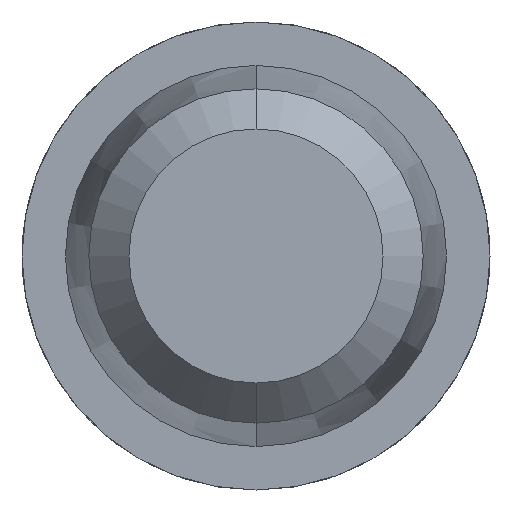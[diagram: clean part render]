
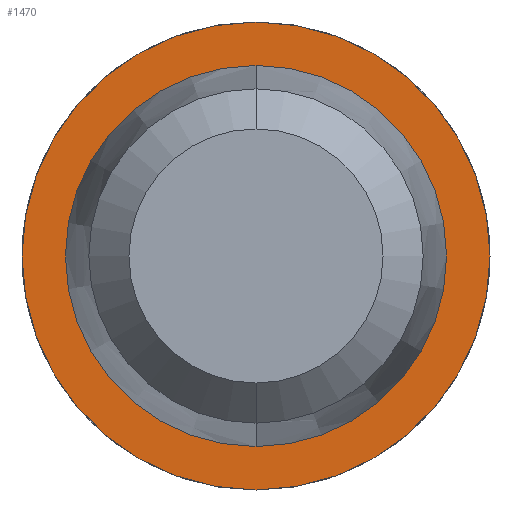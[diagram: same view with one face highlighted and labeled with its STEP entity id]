
A CAD part, front view. The second image highlights one B-rep face of the part: STEP entity #1470.
In plain terms, the highlighted planar face has unit normal (0, -1, 0).
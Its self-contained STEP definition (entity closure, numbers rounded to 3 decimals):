
#85 = DIRECTION ( 'NONE',  ( 0., 0., -1. ) ) ;
#226 = PLANE ( 'NONE',  #3511 ) ;
#242 = EDGE_CURVE ( 'Defeature ausgef�hrt1_14+Defeature ausgef�hrt1_15+Defeature ausgef�hrt1_15+Defeature ausgef�hrt1_15', #2314, #3615, #420, .T. ) ;
#280 = DIRECTION ( 'NONE',  ( 0., -1., 0. ) ) ;
#420 = CIRCLE ( 'NONE', #3378, 0.57 ) ;
#426 = DIRECTION ( 'NONE',  ( 0., 0., -1. ) ) ;
#452 = CARTESIAN_POINT ( 'NONE',  ( 0., 26., 0. ) ) ;
#466 = DIRECTION ( 'NONE',  ( 0., -1., 0. ) ) ;
#512 = CARTESIAN_POINT ( 'NONE',  ( 0., 26., 0.57 ) ) ;
#597 = EDGE_CURVE ( 'Defeature ausgef�hrt1_14+Defeature ausgef�hrt1_15+Defeature ausgef�hrt1_15+Defeature ausgef�hrt1_15', #3615, #2314, #3678, .T. ) ;
#717 = DIRECTION ( 'NONE',  ( 0., -1., 0. ) ) ;
#724 = ORIENTED_EDGE ( 'NONE', *, *, #2003, .T. ) ;
#762 = VERTEX_POINT ( 'NONE', #3470 ) ;
#1004 = AXIS2_PLACEMENT_3D ( 'NONE', #452, #466, #3674 ) ;
#1180 = EDGE_LOOP ( 'NONE', ( #1452, #2539 ) ) ;
#1452 = ORIENTED_EDGE ( 'NONE', *, *, #597, .F. ) ;
#1470 = ADVANCED_FACE ( 'Defeature ausgef�hrt1_15', ( #3706, #3471 ), #226, .T. ) ;
#1578 = CARTESIAN_POINT ( 'NONE',  ( 0., 26., 0. ) ) ;
#1869 = DIRECTION ( 'NONE',  ( 0., -1., 0. ) ) ;
#1916 = EDGE_CURVE ( 'Defeature ausgef�hrt1_15+Defeature ausgef�hrt1_16+Defeature ausgef�hrt1_16+Defeature ausgef�hrt1_16', #762, #2129, #3213, .T. ) ;
#2003 = EDGE_CURVE ( 'Defeature ausgef�hrt1_15+Defeature ausgef�hrt1_16+Defeature ausgef�hrt1_16+Defeature ausgef�hrt1_16', #2129, #762, #3516, .T. ) ;
#2086 = ORIENTED_EDGE ( 'NONE', *, *, #1916, .T. ) ;
#2129 = VERTEX_POINT ( 'NONE', #2415 ) ;
#2141 = AXIS2_PLACEMENT_3D ( 'NONE', #1578, #1869, #426 ) ;
#2314 = VERTEX_POINT ( 'NONE', #3121 ) ;
#2415 = CARTESIAN_POINT ( 'NONE',  ( 0., 26., 0.7 ) ) ;
#2539 = ORIENTED_EDGE ( 'NONE', *, *, #242, .F. ) ;
#2687 = EDGE_LOOP ( 'NONE', ( #2086, #724 ) ) ;
#2733 = CARTESIAN_POINT ( 'NONE',  ( 0., 26., 0. ) ) ;
#2882 = CARTESIAN_POINT ( 'NONE',  ( 0.57, 26., 0. ) ) ;
#3121 = CARTESIAN_POINT ( 'NONE',  ( 0., 26., -0.57 ) ) ;
#3154 = CARTESIAN_POINT ( 'NONE',  ( 0., 26., 0. ) ) ;
#3213 = CIRCLE ( 'NONE', #1004, 0.7 ) ;
#3222 = DIRECTION ( 'NONE',  ( 0., 0., -1. ) ) ;
#3378 = AXIS2_PLACEMENT_3D ( 'NONE', #3154, #717, #3711 ) ;
#3470 = CARTESIAN_POINT ( 'NONE',  ( 0., 26., -0.7 ) ) ;
#3471 = FACE_BOUND ( 'NONE', #1180, .T. ) ;
#3511 = AXIS2_PLACEMENT_3D ( 'NONE', #2882, #280, #3222 ) ;
#3516 = CIRCLE ( 'NONE', #3691, 0.7 ) ;
#3561 = DIRECTION ( 'NONE',  ( 0., -1., 0. ) ) ;
#3615 = VERTEX_POINT ( 'NONE', #512 ) ;
#3674 = DIRECTION ( 'NONE',  ( 0., 0., -1. ) ) ;
#3678 = CIRCLE ( 'NONE', #2141, 0.57 ) ;
#3691 = AXIS2_PLACEMENT_3D ( 'NONE', #2733, #3561, #85 ) ;
#3706 = FACE_OUTER_BOUND ( 'NONE', #2687, .T. ) ;
#3711 = DIRECTION ( 'NONE',  ( 0., 0., -1. ) ) ;
